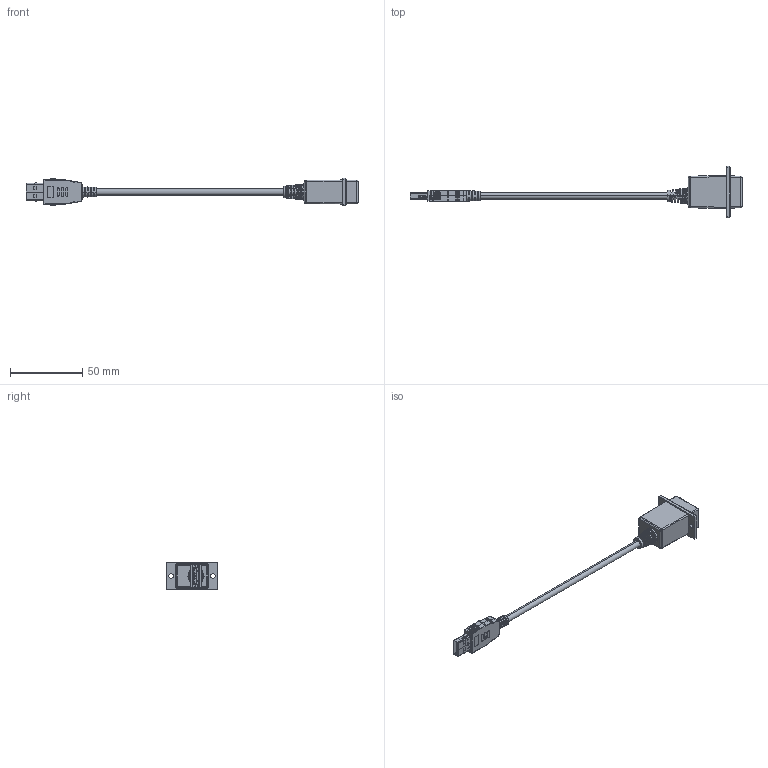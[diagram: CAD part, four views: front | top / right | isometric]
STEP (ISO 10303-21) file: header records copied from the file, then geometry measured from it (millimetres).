
FILE_DESCRIPTION (( 'STEP AP214' ), '1' );
FILE_NAME ('ECF504-BAL.STEP', '2012-11-29T14:07:35', ( 'x' ), ( '' ), 'SwSTEP 2.0', 'SolidWorks 2012', '' );
FILE_SCHEMA (( 'AUTOMOTIVE_DESIGN' ));
Length unit declared in the file: inch
Products named in the file (19): 3AB06-056; 1AY01-200; 1AA05-035_Cable Clamp Hidden; 1AA05-035-MA8___; 1AA05-035-MA7___; 1AA05-035-MA4___; 1AA05-035-MA3___; 1AA05-035-MA2___; 1AA05-035-MA1___; 1AA05-035-MA6_Cable Clamp Cut; 1AA05-035-MA5___; 3AC11-016; 1AA05-033_with pin numbers; 1BC01-027; 1AG01-022_new logo; 1AG01-023_TYPE B; MTN-465; 1AL08-132; ECF504-BAL
Assembly tree (18 placements, depth 4):
  ECF504-BAL
    1AL08-132
    MTN-465
    1AG01-023_TYPE B
    1AG01-022_new logo
    3AC11-016
      1BC01-027
      1AA05-033_with pin numbers
    3AB06-056
      1AA05-035_Cable Clamp Hidden
        1AA05-035-MA5___
        1AA05-035-MA6_Cable Clamp Cut
        1AA05-035-MA1___
        1AA05-035-MA2___
        1AA05-035-MA3___
        1AA05-035-MA4___
        1AA05-035-MA7___
        1AA05-035-MA8___
      1AY01-200
Bounding box: 230.47 x 35.56 x 19.05 mm (x, y, z)
Volume: 13459.8 mm3; surface area: 20899.6 mm2
Topology: 24 solids, 28 shells, 2598 faces, 6877 edges, 4411 vertices
Faces by surface type: plane 1508, cylinder 622, bspline 304, torus 134, sphere 22, cone 8
Entity records: 94567 total; most frequent: CARTESIAN_POINT 27638, ORIENTED_EDGE 13718, DIRECTION 12110, EDGE_CURVE 6859, LINE 4686, VECTOR 4686, VERTEX_POINT 4411, AXIS2_PLACEMENT_3D 3712
